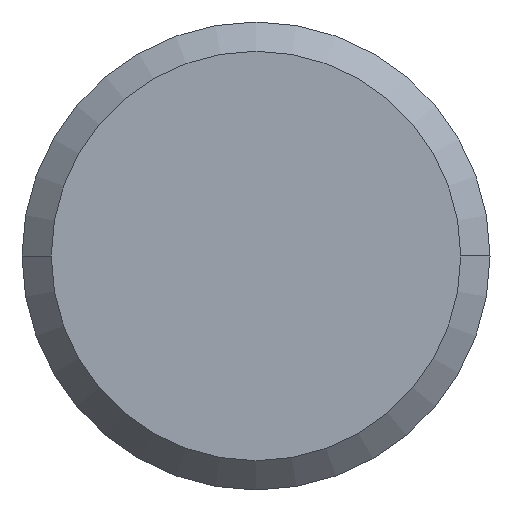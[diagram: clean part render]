
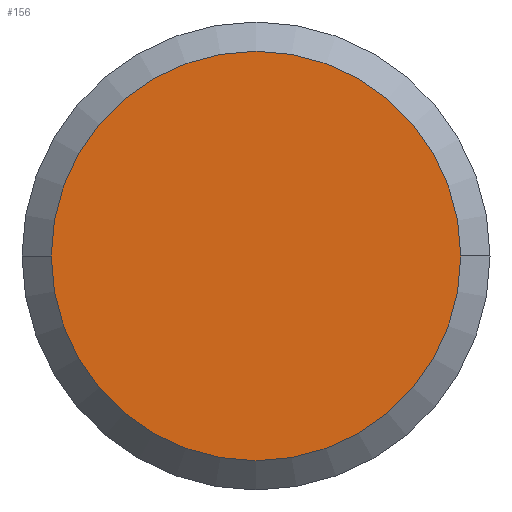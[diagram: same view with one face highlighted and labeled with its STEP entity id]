
A CAD part, left-side view. The second image highlights one B-rep face of the part: STEP entity #156.
In plain terms, the highlighted planar face has unit normal (-1, 0, 0).
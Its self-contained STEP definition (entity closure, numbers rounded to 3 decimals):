
#19 = EDGE_CURVE ( 'NONE', #145, #73, #343, .T. ) ;
#42 = AXIS2_PLACEMENT_3D ( 'NONE', #294, #243, #136 ) ;
#43 = ORIENTED_EDGE ( 'NONE', *, *, #19, .F. ) ;
#73 = VERTEX_POINT ( 'NONE', #218 ) ;
#111 = ORIENTED_EDGE ( 'NONE', *, *, #314, .F. ) ;
#113 = DIRECTION ( 'NONE',  ( -1., 0., 0. ) ) ;
#123 = CARTESIAN_POINT ( 'NONE',  ( -49., 0., 0. ) ) ;
#136 = DIRECTION ( 'NONE',  ( 0., 1., 0. ) ) ;
#145 = VERTEX_POINT ( 'NONE', #324 ) ;
#148 = DIRECTION ( 'NONE',  ( 0., 1., 0. ) ) ;
#156 = ADVANCED_FACE ( 'NONE', ( #318 ), #347, .T. ) ;
#162 = EDGE_LOOP ( 'NONE', ( #111, #43 ) ) ;
#163 = AXIS2_PLACEMENT_3D ( 'NONE', #123, #307, #148 ) ;
#218 = CARTESIAN_POINT ( 'NONE',  ( -49., 3.5, 0. ) ) ;
#236 = CIRCLE ( 'NONE', #163, 3.5 ) ;
#238 = AXIS2_PLACEMENT_3D ( 'NONE', #275, #113, #301 ) ;
#243 = DIRECTION ( 'NONE',  ( 1., 0., 0. ) ) ;
#275 = CARTESIAN_POINT ( 'NONE',  ( -49., 0., 0. ) ) ;
#294 = CARTESIAN_POINT ( 'NONE',  ( -49., 0., 0. ) ) ;
#301 = DIRECTION ( 'NONE',  ( 0., -1., 0. ) ) ;
#307 = DIRECTION ( 'NONE',  ( 1., 0., 0. ) ) ;
#314 = EDGE_CURVE ( 'NONE', #73, #145, #236, .T. ) ;
#318 = FACE_OUTER_BOUND ( 'NONE', #162, .T. ) ;
#324 = CARTESIAN_POINT ( 'NONE',  ( -49., -3.5, 0. ) ) ;
#343 = CIRCLE ( 'NONE', #42, 3.5 ) ;
#347 = PLANE ( 'NONE',  #238 ) ;
